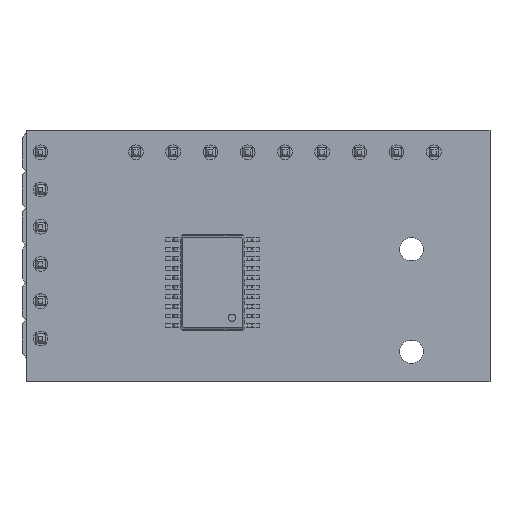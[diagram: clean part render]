
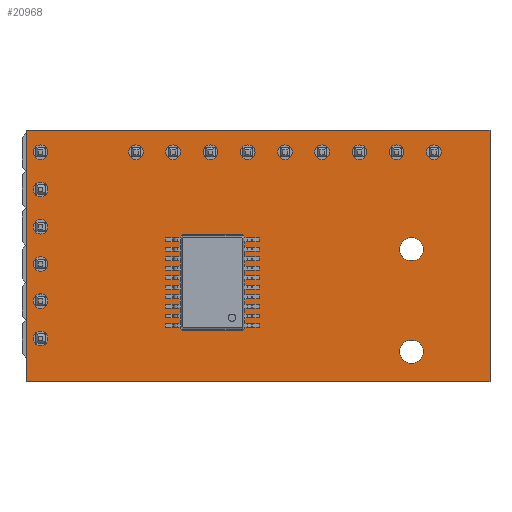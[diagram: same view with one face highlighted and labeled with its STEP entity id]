
A CAD part, top view. The second image highlights one B-rep face of the part: STEP entity #20968.
In plain terms, the highlighted planar face has unit normal (0, 0, 1).
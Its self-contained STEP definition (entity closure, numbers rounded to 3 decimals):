
#20669 = VERTEX_POINT('',#20670);
#20670 = CARTESIAN_POINT('',(49.55,-41.05,1.6));
#20676 = EDGE_CURVE('',#20669,#20677,#20679,.T.);
#20677 = VERTEX_POINT('',#20678);
#20678 = CARTESIAN_POINT('',(17.9,-41.05,1.6));
#20679 = LINE('',#20680,#20681);
#20680 = CARTESIAN_POINT('',(49.55,-41.05,1.6));
#20681 = VECTOR('',#20682,1.);
#20682 = DIRECTION('',(-1.,0.,0.));
#20709 = VERTEX_POINT('',#20710);
#20710 = CARTESIAN_POINT('',(49.55,-23.9,1.6));
#20716 = EDGE_CURVE('',#20709,#20669,#20717,.T.);
#20717 = LINE('',#20718,#20719);
#20718 = CARTESIAN_POINT('',(49.55,-23.9,1.6));
#20719 = VECTOR('',#20720,1.);
#20720 = DIRECTION('',(0.,-1.,0.));
#20738 = EDGE_CURVE('',#20677,#20739,#20741,.T.);
#20739 = VERTEX_POINT('',#20740);
#20740 = CARTESIAN_POINT('',(17.9,-23.9,1.6));
#20741 = LINE('',#20742,#20743);
#20742 = CARTESIAN_POINT('',(17.9,-41.05,1.6));
#20743 = VECTOR('',#20744,1.);
#20744 = DIRECTION('',(0.,1.,0.));
#20968 = ADVANCED_FACE('',(#20969,#20980,#20991,#21002,#21013,#21024,
    #21035,#21046,#21057,#21068,#21079,#21090,#21101,#21112,#21123,
    #21134,#21145,#21156),#21167,.F.);
#20969 = FACE_BOUND('',#20970,.F.);
#20970 = EDGE_LOOP('',(#20971,#20972,#20973,#20979));
#20971 = ORIENTED_EDGE('',*,*,#20676,.T.);
#20972 = ORIENTED_EDGE('',*,*,#20738,.T.);
#20973 = ORIENTED_EDGE('',*,*,#20974,.T.);
#20974 = EDGE_CURVE('',#20739,#20709,#20975,.T.);
#20975 = LINE('',#20976,#20977);
#20976 = CARTESIAN_POINT('',(17.9,-23.9,1.6));
#20977 = VECTOR('',#20978,1.);
#20978 = DIRECTION('',(1.,0.,0.));
#20979 = ORIENTED_EDGE('',*,*,#20716,.T.);
#20980 = FACE_BOUND('',#20981,.F.);
#20981 = EDGE_LOOP('',(#20982));
#20982 = ORIENTED_EDGE('',*,*,#20983,.F.);
#20983 = EDGE_CURVE('',#20984,#20984,#20986,.T.);
#20984 = VERTEX_POINT('',#20985);
#20985 = CARTESIAN_POINT('',(44.196,-39.81,1.6));
#20986 = CIRCLE('',#20987,0.8);
#20987 = AXIS2_PLACEMENT_3D('',#20988,#20989,#20990);
#20988 = CARTESIAN_POINT('',(44.196,-39.01,1.6));
#20989 = DIRECTION('',(-0.,0.,-1.));
#20990 = DIRECTION('',(-0.,-1.,0.));
#20991 = FACE_BOUND('',#20992,.F.);
#20992 = EDGE_LOOP('',(#20993));
#20993 = ORIENTED_EDGE('',*,*,#20994,.F.);
#20994 = EDGE_CURVE('',#20995,#20995,#20997,.T.);
#20995 = VERTEX_POINT('',#20996);
#20996 = CARTESIAN_POINT('',(18.896,-38.6,1.6));
#20997 = CIRCLE('',#20998,0.5);
#20998 = AXIS2_PLACEMENT_3D('',#20999,#21000,#21001);
#20999 = CARTESIAN_POINT('',(18.896,-38.1,1.6));
#21000 = DIRECTION('',(-0.,0.,-1.));
#21001 = DIRECTION('',(-0.,-1.,0.));
#21002 = FACE_BOUND('',#21003,.F.);
#21003 = EDGE_LOOP('',(#21004));
#21004 = ORIENTED_EDGE('',*,*,#21005,.F.);
#21005 = EDGE_CURVE('',#21006,#21006,#21008,.T.);
#21006 = VERTEX_POINT('',#21007);
#21007 = CARTESIAN_POINT('',(18.896,-36.06,1.6));
#21008 = CIRCLE('',#21009,0.5);
#21009 = AXIS2_PLACEMENT_3D('',#21010,#21011,#21012);
#21010 = CARTESIAN_POINT('',(18.896,-35.56,1.6));
#21011 = DIRECTION('',(-0.,0.,-1.));
#21012 = DIRECTION('',(-0.,-1.,0.));
#21013 = FACE_BOUND('',#21014,.F.);
#21014 = EDGE_LOOP('',(#21015));
#21015 = ORIENTED_EDGE('',*,*,#21016,.F.);
#21016 = EDGE_CURVE('',#21017,#21017,#21019,.T.);
#21017 = VERTEX_POINT('',#21018);
#21018 = CARTESIAN_POINT('',(18.896,-33.52,1.6));
#21019 = CIRCLE('',#21020,0.5);
#21020 = AXIS2_PLACEMENT_3D('',#21021,#21022,#21023);
#21021 = CARTESIAN_POINT('',(18.896,-33.02,1.6));
#21022 = DIRECTION('',(-0.,0.,-1.));
#21023 = DIRECTION('',(-0.,-1.,0.));
#21024 = FACE_BOUND('',#21025,.F.);
#21025 = EDGE_LOOP('',(#21026));
#21026 = ORIENTED_EDGE('',*,*,#21027,.F.);
#21027 = EDGE_CURVE('',#21028,#21028,#21030,.T.);
#21028 = VERTEX_POINT('',#21029);
#21029 = CARTESIAN_POINT('',(44.196,-32.81,1.6));
#21030 = CIRCLE('',#21031,0.8);
#21031 = AXIS2_PLACEMENT_3D('',#21032,#21033,#21034);
#21032 = CARTESIAN_POINT('',(44.196,-32.01,1.6));
#21033 = DIRECTION('',(-0.,0.,-1.));
#21034 = DIRECTION('',(-0.,-1.,0.));
#21035 = FACE_BOUND('',#21036,.F.);
#21036 = EDGE_LOOP('',(#21037));
#21037 = ORIENTED_EDGE('',*,*,#21038,.F.);
#21038 = EDGE_CURVE('',#21039,#21039,#21041,.T.);
#21039 = VERTEX_POINT('',#21040);
#21040 = CARTESIAN_POINT('',(45.72,-25.9,1.6));
#21041 = CIRCLE('',#21042,0.5);
#21042 = AXIS2_PLACEMENT_3D('',#21043,#21044,#21045);
#21043 = CARTESIAN_POINT('',(45.72,-25.4,1.6));
#21044 = DIRECTION('',(-0.,0.,-1.));
#21045 = DIRECTION('',(-0.,-1.,0.));
#21046 = FACE_BOUND('',#21047,.F.);
#21047 = EDGE_LOOP('',(#21048));
#21048 = ORIENTED_EDGE('',*,*,#21049,.F.);
#21049 = EDGE_CURVE('',#21050,#21050,#21052,.T.);
#21050 = VERTEX_POINT('',#21051);
#21051 = CARTESIAN_POINT('',(43.18,-25.9,1.6));
#21052 = CIRCLE('',#21053,0.5);
#21053 = AXIS2_PLACEMENT_3D('',#21054,#21055,#21056);
#21054 = CARTESIAN_POINT('',(43.18,-25.4,1.6));
#21055 = DIRECTION('',(-0.,0.,-1.));
#21056 = DIRECTION('',(-0.,-1.,0.));
#21057 = FACE_BOUND('',#21058,.F.);
#21058 = EDGE_LOOP('',(#21059));
#21059 = ORIENTED_EDGE('',*,*,#21060,.F.);
#21060 = EDGE_CURVE('',#21061,#21061,#21063,.T.);
#21061 = VERTEX_POINT('',#21062);
#21062 = CARTESIAN_POINT('',(40.64,-25.9,1.6));
#21063 = CIRCLE('',#21064,0.5);
#21064 = AXIS2_PLACEMENT_3D('',#21065,#21066,#21067);
#21065 = CARTESIAN_POINT('',(40.64,-25.4,1.6));
#21066 = DIRECTION('',(-0.,0.,-1.));
#21067 = DIRECTION('',(-0.,-1.,0.));
#21068 = FACE_BOUND('',#21069,.F.);
#21069 = EDGE_LOOP('',(#21070));
#21070 = ORIENTED_EDGE('',*,*,#21071,.F.);
#21071 = EDGE_CURVE('',#21072,#21072,#21074,.T.);
#21072 = VERTEX_POINT('',#21073);
#21073 = CARTESIAN_POINT('',(38.1,-25.9,1.6));
#21074 = CIRCLE('',#21075,0.5);
#21075 = AXIS2_PLACEMENT_3D('',#21076,#21077,#21078);
#21076 = CARTESIAN_POINT('',(38.1,-25.4,1.6));
#21077 = DIRECTION('',(-0.,0.,-1.));
#21078 = DIRECTION('',(-0.,-1.,0.));
#21079 = FACE_BOUND('',#21080,.F.);
#21080 = EDGE_LOOP('',(#21081));
#21081 = ORIENTED_EDGE('',*,*,#21082,.F.);
#21082 = EDGE_CURVE('',#21083,#21083,#21085,.T.);
#21083 = VERTEX_POINT('',#21084);
#21084 = CARTESIAN_POINT('',(35.56,-25.9,1.6));
#21085 = CIRCLE('',#21086,0.5);
#21086 = AXIS2_PLACEMENT_3D('',#21087,#21088,#21089);
#21087 = CARTESIAN_POINT('',(35.56,-25.4,1.6));
#21088 = DIRECTION('',(-0.,0.,-1.));
#21089 = DIRECTION('',(-0.,-1.,0.));
#21090 = FACE_BOUND('',#21091,.F.);
#21091 = EDGE_LOOP('',(#21092));
#21092 = ORIENTED_EDGE('',*,*,#21093,.F.);
#21093 = EDGE_CURVE('',#21094,#21094,#21096,.T.);
#21094 = VERTEX_POINT('',#21095);
#21095 = CARTESIAN_POINT('',(33.02,-25.9,1.6));
#21096 = CIRCLE('',#21097,0.5);
#21097 = AXIS2_PLACEMENT_3D('',#21098,#21099,#21100);
#21098 = CARTESIAN_POINT('',(33.02,-25.4,1.6));
#21099 = DIRECTION('',(-0.,0.,-1.));
#21100 = DIRECTION('',(-0.,-1.,0.));
#21101 = FACE_BOUND('',#21102,.F.);
#21102 = EDGE_LOOP('',(#21103));
#21103 = ORIENTED_EDGE('',*,*,#21104,.F.);
#21104 = EDGE_CURVE('',#21105,#21105,#21107,.T.);
#21105 = VERTEX_POINT('',#21106);
#21106 = CARTESIAN_POINT('',(18.896,-30.98,1.6));
#21107 = CIRCLE('',#21108,0.5);
#21108 = AXIS2_PLACEMENT_3D('',#21109,#21110,#21111);
#21109 = CARTESIAN_POINT('',(18.896,-30.48,1.6));
#21110 = DIRECTION('',(-0.,0.,-1.));
#21111 = DIRECTION('',(-0.,-1.,0.));
#21112 = FACE_BOUND('',#21113,.F.);
#21113 = EDGE_LOOP('',(#21114));
#21114 = ORIENTED_EDGE('',*,*,#21115,.F.);
#21115 = EDGE_CURVE('',#21116,#21116,#21118,.T.);
#21116 = VERTEX_POINT('',#21117);
#21117 = CARTESIAN_POINT('',(30.48,-25.9,1.6));
#21118 = CIRCLE('',#21119,0.5);
#21119 = AXIS2_PLACEMENT_3D('',#21120,#21121,#21122);
#21120 = CARTESIAN_POINT('',(30.48,-25.4,1.6));
#21121 = DIRECTION('',(-0.,0.,-1.));
#21122 = DIRECTION('',(-0.,-1.,0.));
#21123 = FACE_BOUND('',#21124,.F.);
#21124 = EDGE_LOOP('',(#21125));
#21125 = ORIENTED_EDGE('',*,*,#21126,.F.);
#21126 = EDGE_CURVE('',#21127,#21127,#21129,.T.);
#21127 = VERTEX_POINT('',#21128);
#21128 = CARTESIAN_POINT('',(27.94,-25.9,1.6));
#21129 = CIRCLE('',#21130,0.5);
#21130 = AXIS2_PLACEMENT_3D('',#21131,#21132,#21133);
#21131 = CARTESIAN_POINT('',(27.94,-25.4,1.6));
#21132 = DIRECTION('',(-0.,0.,-1.));
#21133 = DIRECTION('',(-0.,-1.,0.));
#21134 = FACE_BOUND('',#21135,.F.);
#21135 = EDGE_LOOP('',(#21136));
#21136 = ORIENTED_EDGE('',*,*,#21137,.F.);
#21137 = EDGE_CURVE('',#21138,#21138,#21140,.T.);
#21138 = VERTEX_POINT('',#21139);
#21139 = CARTESIAN_POINT('',(25.4,-25.9,1.6));
#21140 = CIRCLE('',#21141,0.5);
#21141 = AXIS2_PLACEMENT_3D('',#21142,#21143,#21144);
#21142 = CARTESIAN_POINT('',(25.4,-25.4,1.6));
#21143 = DIRECTION('',(-0.,0.,-1.));
#21144 = DIRECTION('',(-0.,-1.,0.));
#21145 = FACE_BOUND('',#21146,.F.);
#21146 = EDGE_LOOP('',(#21147));
#21147 = ORIENTED_EDGE('',*,*,#21148,.F.);
#21148 = EDGE_CURVE('',#21149,#21149,#21151,.T.);
#21149 = VERTEX_POINT('',#21150);
#21150 = CARTESIAN_POINT('',(18.896,-28.44,1.6));
#21151 = CIRCLE('',#21152,0.5);
#21152 = AXIS2_PLACEMENT_3D('',#21153,#21154,#21155);
#21153 = CARTESIAN_POINT('',(18.896,-27.94,1.6));
#21154 = DIRECTION('',(-0.,0.,-1.));
#21155 = DIRECTION('',(-0.,-1.,0.));
#21156 = FACE_BOUND('',#21157,.F.);
#21157 = EDGE_LOOP('',(#21158));
#21158 = ORIENTED_EDGE('',*,*,#21159,.F.);
#21159 = EDGE_CURVE('',#21160,#21160,#21162,.T.);
#21160 = VERTEX_POINT('',#21161);
#21161 = CARTESIAN_POINT('',(18.896,-25.9,1.6));
#21162 = CIRCLE('',#21163,0.5);
#21163 = AXIS2_PLACEMENT_3D('',#21164,#21165,#21166);
#21164 = CARTESIAN_POINT('',(18.896,-25.4,1.6));
#21165 = DIRECTION('',(-0.,0.,-1.));
#21166 = DIRECTION('',(-0.,-1.,0.));
#21167 = PLANE('',#21168);
#21168 = AXIS2_PLACEMENT_3D('',#21169,#21170,#21171);
#21169 = CARTESIAN_POINT('',(33.725,-32.475,1.6));
#21170 = DIRECTION('',(-0.,-0.,-1.));
#21171 = DIRECTION('',(-1.,0.,0.));
